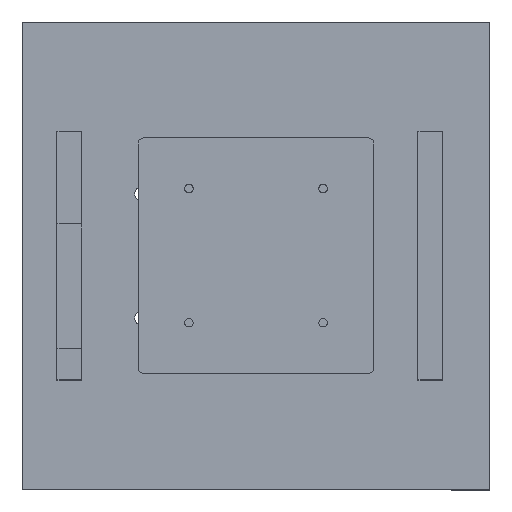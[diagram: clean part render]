
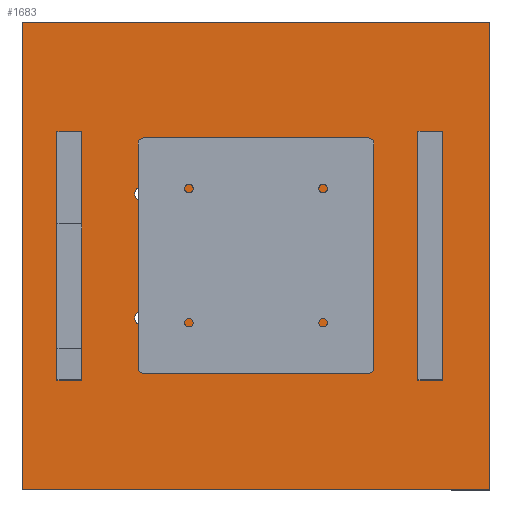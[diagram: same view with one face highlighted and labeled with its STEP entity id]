
A CAD part, top view. The second image highlights one B-rep face of the part: STEP entity #1683.
In plain terms, the highlighted planar face has unit normal (0, 0, 1).
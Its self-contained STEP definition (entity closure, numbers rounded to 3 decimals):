
#106=FACE_BOUND('',#422,.T.);
#107=FACE_BOUND('',#423,.T.);
#108=FACE_BOUND('',#424,.T.);
#109=FACE_BOUND('',#425,.T.);
#195=CIRCLE('',#1869,2.1);
#197=CIRCLE('',#1872,2.1);
#199=CIRCLE('',#1875,2.1);
#201=CIRCLE('',#1878,2.1);
#295=FACE_OUTER_BOUND('',#421,.T.);
#421=EDGE_LOOP('',(#1529,#1530,#1531,#1532));
#422=EDGE_LOOP('',(#1533));
#423=EDGE_LOOP('',(#1534));
#424=EDGE_LOOP('',(#1535));
#425=EDGE_LOOP('',(#1536));
#559=LINE('',#2866,#697);
#562=LINE('',#2872,#700);
#565=LINE('',#2878,#703);
#568=LINE('',#2882,#706);
#697=VECTOR('',#2371,10.);
#700=VECTOR('',#2376,10.);
#703=VECTOR('',#2381,10.);
#706=VECTOR('',#2386,10.);
#840=VERTEX_POINT('',#2838);
#842=VERTEX_POINT('',#2844);
#844=VERTEX_POINT('',#2850);
#846=VERTEX_POINT('',#2856);
#849=VERTEX_POINT('',#2863);
#850=VERTEX_POINT('',#2865);
#852=VERTEX_POINT('',#2871);
#854=VERTEX_POINT('',#2877);
#1063=EDGE_CURVE('',#840,#840,#195,.T.);
#1066=EDGE_CURVE('',#842,#842,#197,.T.);
#1069=EDGE_CURVE('',#844,#844,#199,.T.);
#1072=EDGE_CURVE('',#846,#846,#201,.T.);
#1075=EDGE_CURVE('',#850,#849,#559,.T.);
#1078=EDGE_CURVE('',#852,#850,#562,.T.);
#1081=EDGE_CURVE('',#854,#852,#565,.T.);
#1084=EDGE_CURVE('',#849,#854,#568,.T.);
#1529=ORIENTED_EDGE('',*,*,#1084,.T.);
#1530=ORIENTED_EDGE('',*,*,#1081,.T.);
#1531=ORIENTED_EDGE('',*,*,#1078,.T.);
#1532=ORIENTED_EDGE('',*,*,#1075,.T.);
#1533=ORIENTED_EDGE('',*,*,#1072,.T.);
#1534=ORIENTED_EDGE('',*,*,#1069,.T.);
#1535=ORIENTED_EDGE('',*,*,#1066,.T.);
#1536=ORIENTED_EDGE('',*,*,#1063,.T.);
#1588=PLANE('',#1883);
#1683=ADVANCED_FACE('',(#295,#106,#107,#108,#109),#1588,.T.);
#1869=AXIS2_PLACEMENT_3D('',#2840,#2344,#2345);
#1872=AXIS2_PLACEMENT_3D('',#2846,#2351,#2352);
#1875=AXIS2_PLACEMENT_3D('',#2852,#2358,#2359);
#1878=AXIS2_PLACEMENT_3D('',#2858,#2365,#2366);
#1883=AXIS2_PLACEMENT_3D('',#2883,#2387,#2388);
#2344=DIRECTION('center_axis',(0.,0.,-1.));
#2345=DIRECTION('ref_axis',(1.,0.,0.));
#2351=DIRECTION('center_axis',(0.,0.,-1.));
#2352=DIRECTION('ref_axis',(1.,0.,0.));
#2358=DIRECTION('center_axis',(0.,0.,-1.));
#2359=DIRECTION('ref_axis',(1.,0.,0.));
#2365=DIRECTION('center_axis',(0.,0.,-1.));
#2366=DIRECTION('ref_axis',(1.,0.,0.));
#2371=DIRECTION('',(1.,0.,0.));
#2376=DIRECTION('',(0.,-1.,0.));
#2381=DIRECTION('',(-1.,0.,0.));
#2386=DIRECTION('',(0.,1.,0.));
#2387=DIRECTION('center_axis',(0.,0.,1.));
#2388=DIRECTION('ref_axis',(1.,0.,0.));
#2838=CARTESIAN_POINT('',(-38.9,19.9,3.));
#2840=CARTESIAN_POINT('Origin',(-36.8,19.9,3.));
#2844=CARTESIAN_POINT('',(30.8,-19.9,3.));
#2846=CARTESIAN_POINT('Origin',(32.9,-19.9,3.));
#2850=CARTESIAN_POINT('',(30.8,19.9,3.));
#2852=CARTESIAN_POINT('Origin',(32.9,19.9,3.));
#2856=CARTESIAN_POINT('',(-38.9,-19.9,3.));
#2858=CARTESIAN_POINT('Origin',(-36.8,-19.9,3.));
#2863=CARTESIAN_POINT('',(75.,-75.,3.));
#2865=CARTESIAN_POINT('',(-75.,-75.,3.));
#2866=CARTESIAN_POINT('',(-75.,-75.,3.));
#2871=CARTESIAN_POINT('',(-75.,75.,3.));
#2872=CARTESIAN_POINT('',(-75.,75.,3.));
#2877=CARTESIAN_POINT('',(75.,75.,3.));
#2878=CARTESIAN_POINT('',(75.,75.,3.));
#2882=CARTESIAN_POINT('',(75.,-75.,3.));
#2883=CARTESIAN_POINT('Origin',(0.,0.,
3.));
